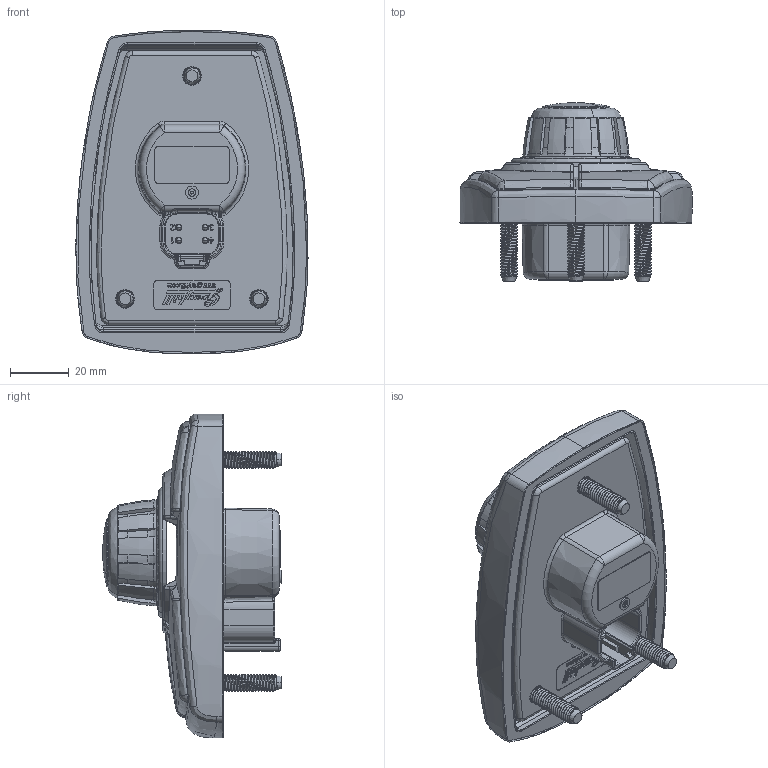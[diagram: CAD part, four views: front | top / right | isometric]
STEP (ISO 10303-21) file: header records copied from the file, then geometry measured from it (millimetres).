
FILE_DESCRIPTION((''),'2;1');
FILE_NAME('3J00X5-200X_SW01','2013-07-18T',('Administrator'),(''),'PRO/ENGINEER BY PARAMETRIC TECHNOLOGY CORPORATION, 2006200','PRO/ENGINEER BY PARAMETRIC TECHNOLOGY CORPORATION, 2006200','');
FILE_SCHEMA(('CONFIG_CONTROL_DESIGN'));
Products named in the file (1): 3J00X5-200X_SW01
Bounding box: 79.32 x 60.99 x 110.65 mm (x, y, z)
Volume: 101928.3 mm3; surface area: 68708.2 mm2
Topology: 4 solids, 4 shells, 2302 faces, 6231 edges, 3989 vertices
Faces by surface type: plane 1155, cylinder 390, bspline 282, cone 149, torus 148, revolution 90, sphere 52, extrusion 36
Entity records: 118274 total; most frequent: CARTESIAN_POINT 47759, ORIENTED_EDGE 12442, DIRECTION 10207, EDGE_CURVE 6221, VERTEX_POINT 3989, VECTOR 3661, LINE 3625, AXIS2_PLACEMENT_3D 3228
